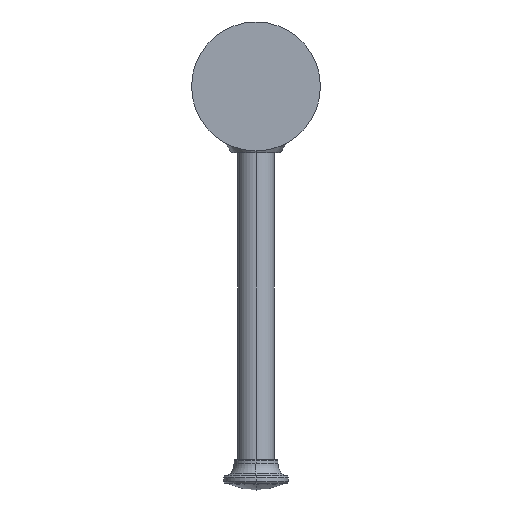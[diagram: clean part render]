
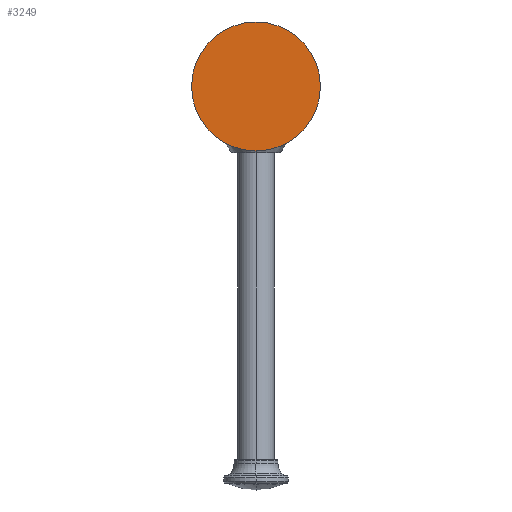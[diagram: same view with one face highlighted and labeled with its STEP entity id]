
A CAD part, left-side view. The second image highlights one B-rep face of the part: STEP entity #3249.
In plain terms, the highlighted planar face has unit normal (-1, 0, 0).
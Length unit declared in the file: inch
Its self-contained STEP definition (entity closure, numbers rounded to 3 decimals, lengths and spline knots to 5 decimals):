
#1389=CARTESIAN_POINT('',(0.,0.,0.));
#1390=DIRECTION('',(1.,0.,0.));
#1391=DIRECTION('',(0.,0.,-1.));
#1392=AXIS2_PLACEMENT_3D('',#1389,#1390,#1391);
#1412=CARTESIAN_POINT('',(0.,0.,0.));
#1413=DIRECTION('',(-1.,0.,0.));
#1414=DIRECTION('',(0.,0.,-1.));
#1415=AXIS2_PLACEMENT_3D('',#1412,#1413,#1414);
#1498=CARTESIAN_POINT('',(0.,0.,-1.1));
#1499=CARTESIAN_POINT('',(0.,0.,1.1));
#1500=VERTEX_POINT('',#1498);
#1501=VERTEX_POINT('',#1499);
#3240=CARTESIAN_POINT('',(0.,0.,0.));
#3241=DIRECTION('',(-1.,0.,0.));
#3242=DIRECTION('',(0.,0.,1.));
#3243=AXIS2_PLACEMENT_3D('',#3240,#3241,#3242);
#3244=PLANE('',#3243);
#3245=ORIENTED_EDGE('',*,*,#3227,.F.);
#3246=ORIENTED_EDGE('',*,*,#3206,.T.);
#3247=EDGE_LOOP('',(#3245,#3246));
#3248=FACE_OUTER_BOUND('',#3247,.F.);
#1393=CIRCLE('',#1392,1.1);
#1416=CIRCLE('',#1415,1.1);
#3206=EDGE_CURVE('',#1500,#1501,#1393,.T.);
#3227=EDGE_CURVE('',#1500,#1501,#1416,.T.);
#3249=ADVANCED_FACE('',(#3248),#3244,.T.);
